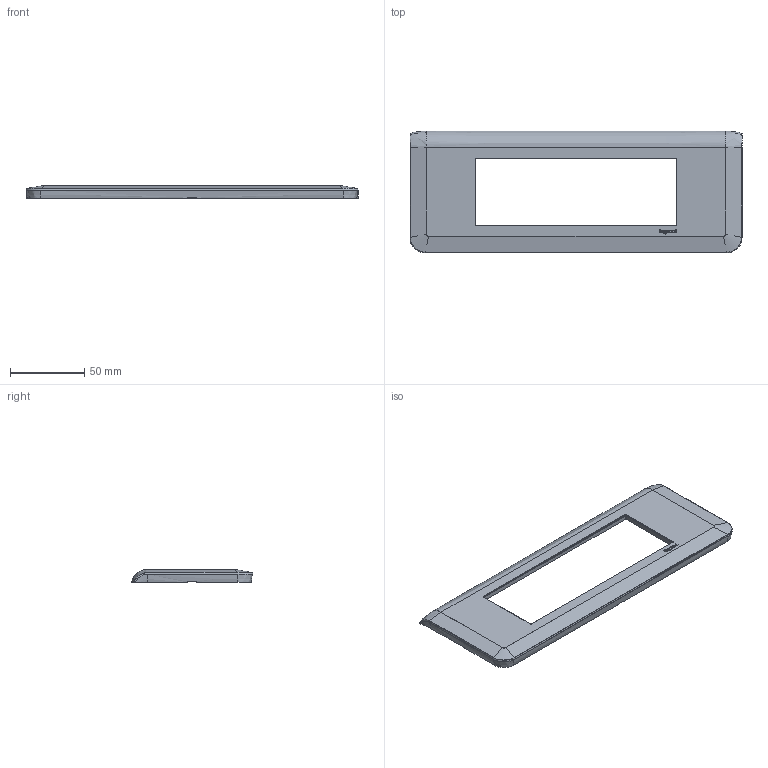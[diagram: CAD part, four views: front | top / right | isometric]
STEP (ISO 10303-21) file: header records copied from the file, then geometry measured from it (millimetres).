
FILE_DESCRIPTION(('CATIA V5 STEP Exchange','CAx-IF Rec.Pracs.--- Model Styling and Organization---1.5--- 2016-08-15','CAx-IF Rec.Pracs.---Supplemental Geometry---1.0---2011-11-01','CAx-IF Rec.Pracs.--- Composite Materials ---1.1---2010-07-15'),'2;1');
FILE_NAME('277816L.stp','2023-12-14T07:54:52+00:00',('none'),('none'),'CATIA Version 5-6 Release 2020 SP3','CATIA V5 STEP AP214 v2','none');
FILE_SCHEMA(('AUTOMOTIVE_DESIGN { 1 0 10303 214 1 1 1 1 }'));
Products named in the file (1): ED07527_A
Bounding box: 224 x 82 x 8.6 mm (x, y, z)
Volume: 26661.9 mm3; surface area: 36596 mm2
Topology: 2 solids, 2 shells, 9757 faces, 28621 edges, 18966 vertices
Faces by surface type: plane 9055, cylinder 358, bspline 277, sphere 50, extrusion 10, cone 7
Entity records: 326507 total; most frequent: CARTESIAN_POINT 89887, ORIENTED_EDGE 57146, DIRECTION 36615, EDGE_CURVE 28573, VERTEX_POINT 18966, VECTOR 18853, LINE 18843, EDGE_LOOP 9905
